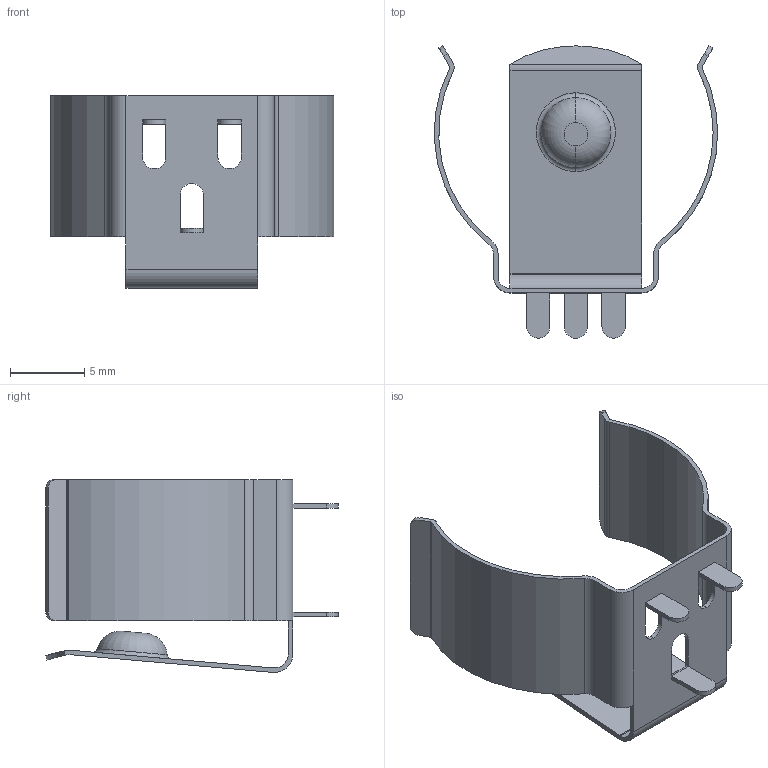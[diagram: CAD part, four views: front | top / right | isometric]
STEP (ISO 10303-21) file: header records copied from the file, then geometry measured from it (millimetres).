
FILE_DESCRIPTION (( 'STEP AP214' ), '1' );
FILE_NAME ('Battery Holder (36-54-ND).STEP', '2022-03-16T15:51:50', ( '' ), ( '' ), 'SwSTEP 2.0', 'SolidWorks 2021', '' );
FILE_SCHEMA (( 'AUTOMOTIVE_DESIGN' ));
Length unit declared in the file: inch
Products named in the file (1): Battery Holder (36-54-ND)
Bounding box: 19.1 x 19.71 x 13.01 mm (x, y, z)
Volume: 206.6 mm3; surface area: 1283.4 mm2
Topology: 1 solids, 1 shells, 88 faces, 233 edges, 148 vertices
Faces by surface type: cylinder 43, plane 41, torus 4
Entity records: 2789 total; most frequent: DIRECTION 507, CARTESIAN_POINT 470, ORIENTED_EDGE 466, EDGE_CURVE 233, AXIS2_PLACEMENT_3D 185, VERTEX_POINT 148, LINE 137, VECTOR 137
